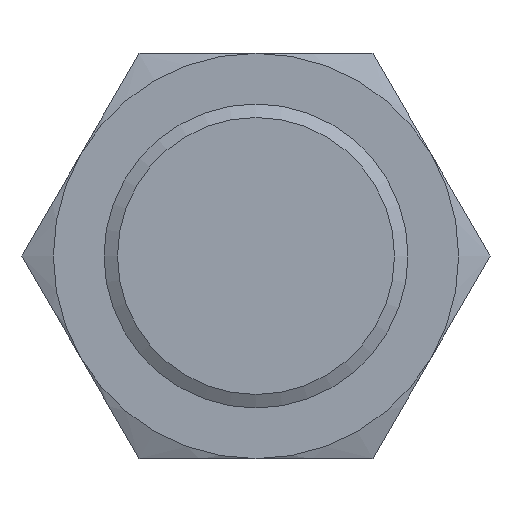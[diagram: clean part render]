
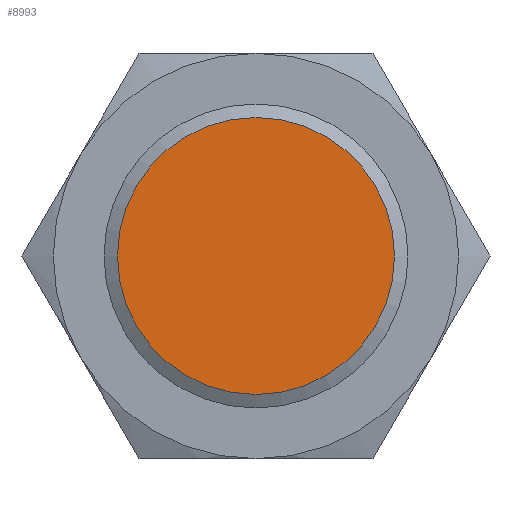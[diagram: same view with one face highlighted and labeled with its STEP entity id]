
A CAD part, left-side view. The second image highlights one B-rep face of the part: STEP entity #8993.
In plain terms, the highlighted planar face has unit normal (-1, 0, 0).
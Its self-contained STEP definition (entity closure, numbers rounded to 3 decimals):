
#8925 = CONICAL_SURFACE('',#8926,8.2,1.047);
#8926 = AXIS2_PLACEMENT_3D('',#8927,#8928,#8929);
#8927 = CARTESIAN_POINT('',(0.,0.,0.));
#8928 = DIRECTION('',(1.,-0.,-0.));
#8929 = DIRECTION('',(-0.,0.,-1.));
#8945 = VERTEX_POINT('',#8946);
#8946 = CARTESIAN_POINT('',(0.,0.,-8.2));
#8966 = EDGE_CURVE('',#8945,#8945,#8967,.T.);
#8967 = SURFACE_CURVE('',#8968,(#8973,#8980),.PCURVE_S1.);
#8968 = CIRCLE('',#8969,8.2);
#8969 = AXIS2_PLACEMENT_3D('',#8970,#8971,#8972);
#8970 = CARTESIAN_POINT('',(0.,0.,0.));
#8971 = DIRECTION('',(1.,0.,-0.));
#8972 = DIRECTION('',(-0.,0.,-1.));
#8973 = PCURVE('',#8925,#8974);
#8974 = DEFINITIONAL_REPRESENTATION('',(#8975),#8979);
#8975 = LINE('',#8976,#8977);
#8976 = CARTESIAN_POINT('',(0.,0.));
#8977 = VECTOR('',#8978,1.);
#8978 = DIRECTION('',(1.,0.));
#8979 = ( GEOMETRIC_REPRESENTATION_CONTEXT(2) 
PARAMETRIC_REPRESENTATION_CONTEXT() REPRESENTATION_CONTEXT('2D SPACE',''
  ) );
#8980 = PCURVE('',#8981,#8986);
#8981 = PLANE('',#8982);
#8982 = AXIS2_PLACEMENT_3D('',#8983,#8984,#8985);
#8983 = CARTESIAN_POINT('',(0.,0.,0.));
#8984 = DIRECTION('',(1.,0.,-0.));
#8985 = DIRECTION('',(-0.,0.,-1.));
#8986 = DEFINITIONAL_REPRESENTATION('',(#8987),#8991);
#8987 = CIRCLE('',#8988,8.2);
#8988 = AXIS2_PLACEMENT_2D('',#8989,#8990);
#8989 = CARTESIAN_POINT('',(0.,0.));
#8990 = DIRECTION('',(1.,0.));
#8991 = ( GEOMETRIC_REPRESENTATION_CONTEXT(2) 
PARAMETRIC_REPRESENTATION_CONTEXT() REPRESENTATION_CONTEXT('2D SPACE',''
  ) );
#8993 = ADVANCED_FACE('',(#8994),#8981,.F.);
#8994 = FACE_BOUND('',#8995,.T.);
#8995 = EDGE_LOOP('',(#8996));
#8996 = ORIENTED_EDGE('',*,*,#8966,.F.);
